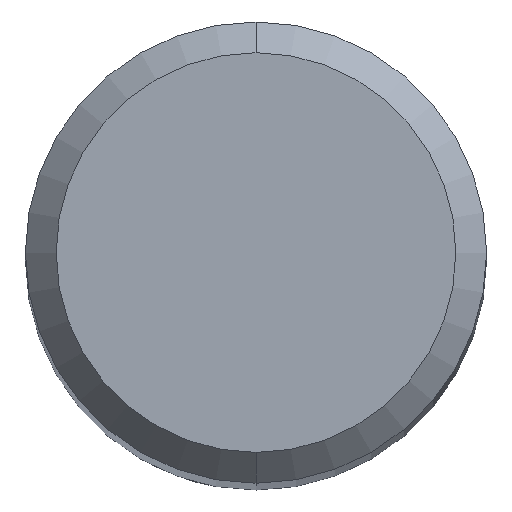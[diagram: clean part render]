
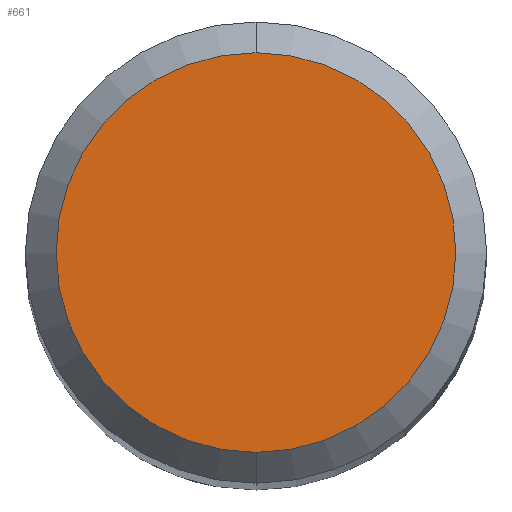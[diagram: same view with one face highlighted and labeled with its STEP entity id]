
A CAD part, top view. The second image highlights one B-rep face of the part: STEP entity #661.
In plain terms, the highlighted planar face has unit normal (0, 0, 1).
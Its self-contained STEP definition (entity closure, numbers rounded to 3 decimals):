
#381=VERTEX_POINT('',#961);
#619=EDGE_CURVE('',#757,#381,#1220,.T.);
#661=ADVANCED_FACE('',(#1267),#1268,.T.);
#757=VERTEX_POINT('',#1370);
#821=EDGE_CURVE('',#381,#757,#1442,.T.);
#961=CARTESIAN_POINT('',(0.,-2.6,0.0));
#1220=CIRCLE('',#4427,2.6);
#1267=FACE_OUTER_BOUND('',#4567,.T.);
#1268=PLANE('',#4568);
#1370=CARTESIAN_POINT('',(0.0,2.6,0.0));
#1442=CIRCLE('',#5064,2.6);
#4427=AXIS2_PLACEMENT_3D('',#6237,#6238,#6239);
#4567=EDGE_LOOP('',(#6297,#6298));
#4568=AXIS2_PLACEMENT_3D('',#6299,#6300,#6301);
#5064=AXIS2_PLACEMENT_3D('',#6455,#6456,#6457);
#6237=CARTESIAN_POINT('',(0.0,0.0,0.0));
#6238=DIRECTION('',(0.0,0.0,-1.0));
#6239=DIRECTION('',(0.0,1.0,0.0));
#6297=ORIENTED_EDGE('',*,*,#619,.F.);
#6298=ORIENTED_EDGE('',*,*,#821,.F.);
#6299=CARTESIAN_POINT('',(0.0,1.3,0.0));
#6300=DIRECTION('',(-0.0,0.0,1.0));
#6301=DIRECTION('',(0.0,-1.0,0.0));
#6455=CARTESIAN_POINT('',(0.0,0.0,0.0));
#6456=DIRECTION('',(0.0,0.0,-1.0));
#6457=DIRECTION('',(0.0,1.0,0.0));
